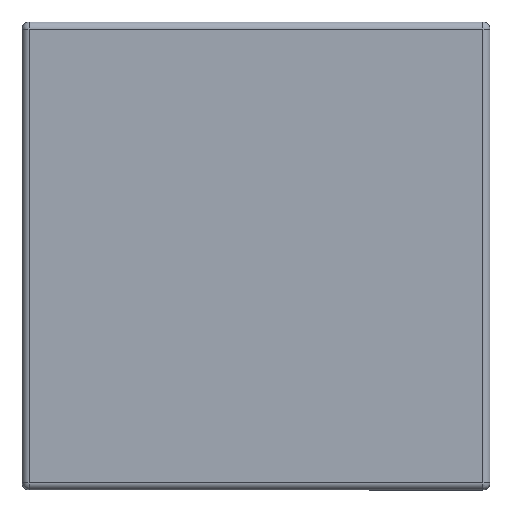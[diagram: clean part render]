
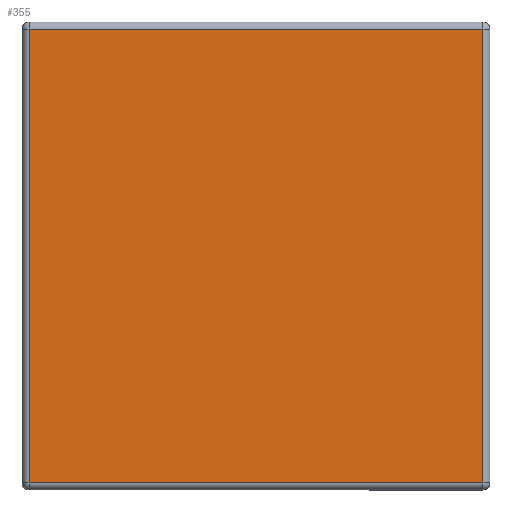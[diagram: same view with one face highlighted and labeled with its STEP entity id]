
A CAD part, top view. The second image highlights one B-rep face of the part: STEP entity #355.
In plain terms, the highlighted planar face has unit normal (0, 0, 1).
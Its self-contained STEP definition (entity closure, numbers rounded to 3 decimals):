
#17=PLANE('',#407);
#21=LINE('',#581,#45);
#25=LINE('',#601,#49);
#27=LINE('',#604,#51);
#33=LINE('',#613,#57);
#45=VECTOR('',#463,10.);
#49=VECTOR('',#487,10.);
#51=VECTOR('',#491,10.);
#57=VECTOR('',#503,10.);
#103=FACE_OUTER_BOUND('',#129,.T.);
#129=EDGE_LOOP('',(#309,#310,#311,#312));
#166=VERTEX_POINT('',#560);
#172=VERTEX_POINT('',#574);
#175=VERTEX_POINT('',#587);
#180=VERTEX_POINT('',#597);
#199=EDGE_CURVE('',#172,#166,#21,.T.);
#209=EDGE_CURVE('',#175,#180,#25,.T.);
#211=EDGE_CURVE('',#180,#172,#27,.T.);
#217=EDGE_CURVE('',#166,#175,#33,.T.);
#309=ORIENTED_EDGE('',*,*,#209,.F.);
#310=ORIENTED_EDGE('',*,*,#217,.F.);
#311=ORIENTED_EDGE('',*,*,#199,.F.);
#312=ORIENTED_EDGE('',*,*,#211,.F.);
#355=ADVANCED_FACE('',(#103),#17,.T.);
#407=AXIS2_PLACEMENT_3D('',#632,#529,#530);
#463=DIRECTION('',(1.,0.,0.));
#487=DIRECTION('',(-1.,0.,0.));
#491=DIRECTION('',(0.,1.,0.));
#503=DIRECTION('',(0.,-1.,0.));
#529=DIRECTION('center_axis',(0.,0.,1.));
#530=DIRECTION('ref_axis',(1.,0.,0.));
#560=CARTESIAN_POINT('',(688.,688.,-180.));
#574=CARTESIAN_POINT('',(-88.,688.,-180.));
#581=CARTESIAN_POINT('',(100.,688.,-180.));
#587=CARTESIAN_POINT('',(688.,-88.,-180.));
#597=CARTESIAN_POINT('',(-88.,-88.,-180.));
#601=CARTESIAN_POINT('',(500.,-88.,-180.));
#604=CARTESIAN_POINT('',(-88.,100.,-180.));
#613=CARTESIAN_POINT('',(688.,500.,-180.));
#632=CARTESIAN_POINT('Origin',(300.,300.,-180.));
